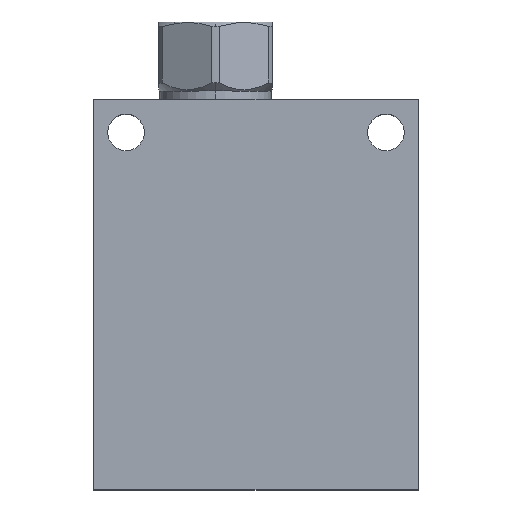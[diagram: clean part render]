
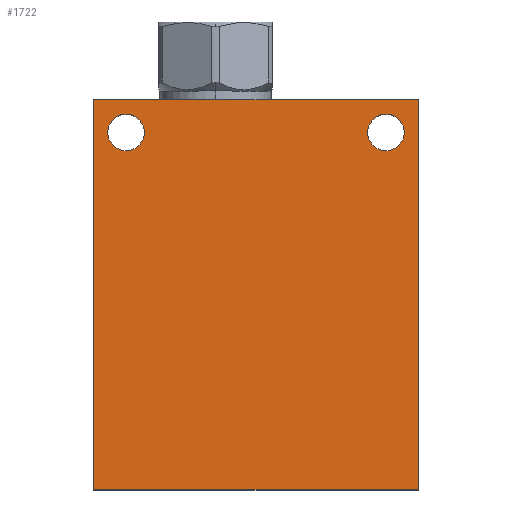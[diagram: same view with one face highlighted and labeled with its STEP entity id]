
A CAD part, top view. The second image highlights one B-rep face of the part: STEP entity #1722.
In plain terms, the highlighted planar face has unit normal (0, 0, 1).
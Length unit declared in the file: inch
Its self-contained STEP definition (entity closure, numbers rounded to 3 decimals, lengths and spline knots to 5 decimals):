
#103=DIRECTION('',(0.,-1.,0.));
#104=VECTOR('',#103,3.);
#105=CARTESIAN_POINT('',(0.,0.,1.25));
#106=LINE('',#105,#104);
#107=DIRECTION('',(-1.,0.,0.));
#108=VECTOR('',#107,2.5);
#109=CARTESIAN_POINT('',(2.5,0.,1.25));
#110=LINE('',#109,#108);
#111=DIRECTION('',(0.,1.,0.));
#112=VECTOR('',#111,3.);
#113=CARTESIAN_POINT('',(2.5,-3.,1.25));
#114=LINE('',#113,#112);
#115=DIRECTION('',(1.,0.,0.));
#116=VECTOR('',#115,2.5);
#117=CARTESIAN_POINT('',(0.,-3.,1.25));
#118=LINE('',#117,#116);
#119=CARTESIAN_POINT('',(0.25,-0.25,1.25));
#120=DIRECTION('',(0.,0.,-1.));
#121=DIRECTION('',(-1.,0.,0.));
#122=AXIS2_PLACEMENT_3D('',#119,#120,#121);
#124=CARTESIAN_POINT('',(0.25,-0.25,1.25));
#125=DIRECTION('',(0.,0.,-1.));
#126=DIRECTION('',(1.,0.,0.));
#127=AXIS2_PLACEMENT_3D('',#124,#125,#126);
#129=CARTESIAN_POINT('',(2.25,-0.25,1.25));
#130=DIRECTION('',(0.,0.,-1.));
#131=DIRECTION('',(-1.,0.,0.));
#132=AXIS2_PLACEMENT_3D('',#129,#130,#131);
#134=CARTESIAN_POINT('',(2.25,-0.25,1.25));
#135=DIRECTION('',(0.,0.,-1.));
#136=DIRECTION('',(1.,0.,0.));
#137=AXIS2_PLACEMENT_3D('',#134,#135,#136);
#1405=CARTESIAN_POINT('',(0.,0.,1.25));
#1406=CARTESIAN_POINT('',(0.,-3.,1.25));
#1407=VERTEX_POINT('',#1405);
#1408=VERTEX_POINT('',#1406);
#1409=CARTESIAN_POINT('',(2.5,-3.,1.25));
#1410=VERTEX_POINT('',#1409);
#1411=CARTESIAN_POINT('',(2.5,0.,1.25));
#1412=VERTEX_POINT('',#1411);
#1417=CARTESIAN_POINT('',(0.1095,-0.25,1.25));
#1418=CARTESIAN_POINT('',(0.3905,-0.25,1.25));
#1419=VERTEX_POINT('',#1417);
#1420=VERTEX_POINT('',#1418);
#1425=CARTESIAN_POINT('',(2.1095,-0.25,1.25));
#1426=CARTESIAN_POINT('',(2.3905,-0.25,1.25));
#1427=VERTEX_POINT('',#1425);
#1428=VERTEX_POINT('',#1426);
#1699=CARTESIAN_POINT('',(0.,0.,1.25));
#1700=DIRECTION('',(0.,0.,1.));
#1701=DIRECTION('',(1.,0.,0.));
#1702=AXIS2_PLACEMENT_3D('',#1699,#1700,#1701);
#1703=PLANE('',#1702);
#1704=ORIENTED_EDGE('',*,*,#1621,.F.);
#1705=ORIENTED_EDGE('',*,*,#1648,.F.);
#1706=ORIENTED_EDGE('',*,*,#1668,.F.);
#1707=ORIENTED_EDGE('',*,*,#1687,.F.);
#1708=EDGE_LOOP('',(#1704,#1705,#1706,#1707));
#1709=FACE_OUTER_BOUND('',#1708,.F.);
#1711=ORIENTED_EDGE('',*,*,#1710,.F.);
#1713=ORIENTED_EDGE('',*,*,#1712,.F.);
#1714=EDGE_LOOP('',(#1711,#1713));
#1715=FACE_BOUND('',#1714,.F.);
#1717=ORIENTED_EDGE('',*,*,#1716,.F.);
#1719=ORIENTED_EDGE('',*,*,#1718,.F.);
#1720=EDGE_LOOP('',(#1717,#1719));
#1721=FACE_BOUND('',#1720,.F.);
#1722=ADVANCED_FACE('',(#1709,#1715,#1721),#1703,.T.);
#123=CIRCLE('',#122,0.1405);
#128=CIRCLE('',#127,0.1405);
#133=CIRCLE('',#132,0.1405);
#138=CIRCLE('',#137,0.1405);
#1621=EDGE_CURVE('',#1407,#1408,#106,.T.);
#1648=EDGE_CURVE('',#1412,#1407,#110,.T.);
#1668=EDGE_CURVE('',#1410,#1412,#114,.T.);
#1687=EDGE_CURVE('',#1408,#1410,#118,.T.);
#1710=EDGE_CURVE('',#1419,#1420,#123,.T.);
#1712=EDGE_CURVE('',#1420,#1419,#128,.T.);
#1716=EDGE_CURVE('',#1427,#1428,#133,.T.);
#1718=EDGE_CURVE('',#1428,#1427,#138,.T.);
